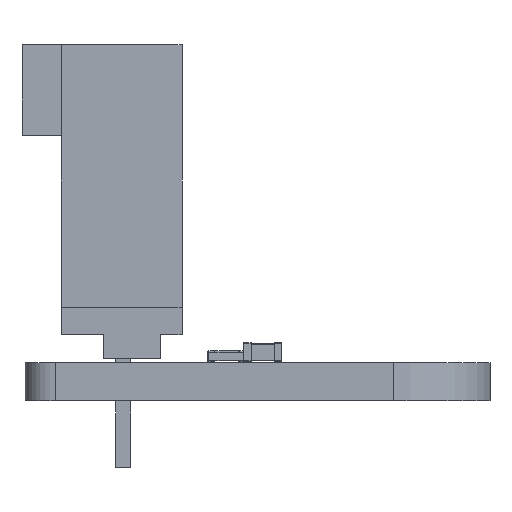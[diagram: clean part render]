
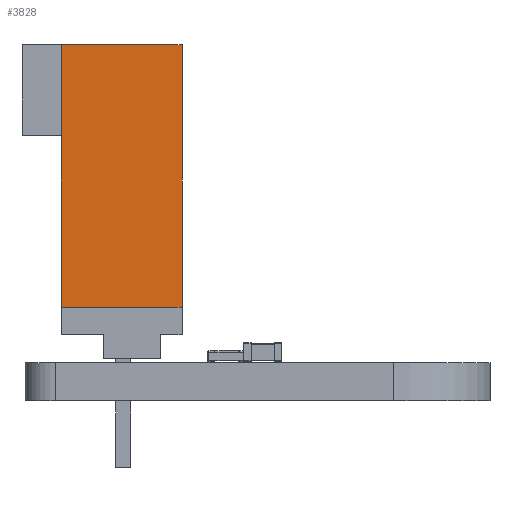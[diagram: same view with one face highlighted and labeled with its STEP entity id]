
A CAD part, front view. The second image highlights one B-rep face of the part: STEP entity #3828.
In plain terms, the highlighted face is planar.
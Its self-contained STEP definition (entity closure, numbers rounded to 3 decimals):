
#3117 = PLANE('',#3118);
#3118 = AXIS2_PLACEMENT_3D('',#3119,#3120,#3121);
#3119 = CARTESIAN_POINT('',(254.,0.,6.731));
#3120 = DIRECTION('',(0.,1.,0.));
#3121 = DIRECTION('',(0.,0.,1.));
#3157 = PLANE('',#3158);
#3158 = AXIS2_PLACEMENT_3D('',#3159,#3160,#3161);
#3159 = CARTESIAN_POINT('',(254.,12.192,5.08));
#3160 = DIRECTION('',(0.,0.,-1.));
#3161 = DIRECTION('',(0.,1.,0.));
#3198 = VERTEX_POINT('',#3199);
#3199 = CARTESIAN_POINT('',(0.,0.,0.));
#3213 = PLANE('',#3214);
#3214 = AXIS2_PLACEMENT_3D('',#3215,#3216,#3217);
#3215 = CARTESIAN_POINT('',(254.,0.,0.));
#3216 = DIRECTION('',(0.,0.,1.));
#3217 = DIRECTION('',(1.,0.,0.));
#3225 = EDGE_CURVE('',#3226,#3198,#3228,.T.);
#3226 = VERTEX_POINT('',#3227);
#3227 = CARTESIAN_POINT('',(0.,0.,5.08));
#3228 = SURFACE_CURVE('',#3229,(#3233,#3240),.PCURVE_S1.);
#3229 = LINE('',#3230,#3231);
#3230 = CARTESIAN_POINT('',(0.,0.,6.731));
#3231 = VECTOR('',#3232,1.);
#3232 = DIRECTION('',(0.,0.,-1.));
#3233 = PCURVE('',#3117,#3234);
#3234 = DEFINITIONAL_REPRESENTATION('',(#3235),#3239);
#3235 = LINE('',#3236,#3237);
#3236 = CARTESIAN_POINT('',(0.,-254.));
#3237 = VECTOR('',#3238,1.);
#3238 = DIRECTION('',(-1.,0.));
#3239 = ( GEOMETRIC_REPRESENTATION_CONTEXT(2) 
PARAMETRIC_REPRESENTATION_CONTEXT() REPRESENTATION_CONTEXT('2D SPACE',''
  ) );
#3240 = PCURVE('',#3241,#3246);
#3241 = PLANE('',#3242);
#3242 = AXIS2_PLACEMENT_3D('',#3243,#3244,#3245);
#3243 = CARTESIAN_POINT('',(0.,0.,0.));
#3244 = DIRECTION('',(1.,0.,0.));
#3245 = DIRECTION('',(0.,0.,-1.));
#3246 = DEFINITIONAL_REPRESENTATION('',(#3247),#3251);
#3247 = LINE('',#3248,#3249);
#3248 = CARTESIAN_POINT('',(-6.731,0.));
#3249 = VECTOR('',#3250,1.);
#3250 = DIRECTION('',(1.,0.));
#3251 = ( GEOMETRIC_REPRESENTATION_CONTEXT(2) 
PARAMETRIC_REPRESENTATION_CONTEXT() REPRESENTATION_CONTEXT('2D SPACE',''
  ) );
#3781 = VERTEX_POINT('',#3782);
#3782 = CARTESIAN_POINT('',(0.,11.049,0.));
#3796 = PLANE('',#3797);
#3797 = AXIS2_PLACEMENT_3D('',#3798,#3799,#3800);
#3798 = CARTESIAN_POINT('',(0.,11.049,127.));
#3799 = DIRECTION('',(0.,1.,0.));
#3800 = DIRECTION('',(0.,0.,1.));
#3808 = EDGE_CURVE('',#3198,#3781,#3809,.T.);
#3809 = SURFACE_CURVE('',#3810,(#3814,#3821),.PCURVE_S1.);
#3810 = LINE('',#3811,#3812);
#3811 = CARTESIAN_POINT('',(0.,0.,0.));
#3812 = VECTOR('',#3813,1.);
#3813 = DIRECTION('',(0.,1.,0.));
#3814 = PCURVE('',#3213,#3815);
#3815 = DEFINITIONAL_REPRESENTATION('',(#3816),#3820);
#3816 = LINE('',#3817,#3818);
#3817 = CARTESIAN_POINT('',(-254.,0.));
#3818 = VECTOR('',#3819,1.);
#3819 = DIRECTION('',(0.,1.));
#3820 = ( GEOMETRIC_REPRESENTATION_CONTEXT(2) 
PARAMETRIC_REPRESENTATION_CONTEXT() REPRESENTATION_CONTEXT('2D SPACE',''
  ) );
#3821 = PCURVE('',#3241,#3822);
#3822 = DEFINITIONAL_REPRESENTATION('',(#3823),#3827);
#3823 = LINE('',#3824,#3825);
#3824 = CARTESIAN_POINT('',(0.,0.));
#3825 = VECTOR('',#3826,1.);
#3826 = DIRECTION('',(0.,1.));
#3827 = ( GEOMETRIC_REPRESENTATION_CONTEXT(2) 
PARAMETRIC_REPRESENTATION_CONTEXT() REPRESENTATION_CONTEXT('2D SPACE',''
  ) );
#3828 = ADVANCED_FACE('',(#3829),#3241,.F.);
#3829 = FACE_BOUND('',#3830,.F.);
#3830 = EDGE_LOOP('',(#3831,#3832,#3833,#3856));
#3831 = ORIENTED_EDGE('',*,*,#3225,.T.);
#3832 = ORIENTED_EDGE('',*,*,#3808,.T.);
#3833 = ORIENTED_EDGE('',*,*,#3834,.F.);
#3834 = EDGE_CURVE('',#3835,#3781,#3837,.T.);
#3835 = VERTEX_POINT('',#3836);
#3836 = CARTESIAN_POINT('',(0.,11.049,5.08));
#3837 = SURFACE_CURVE('',#3838,(#3842,#3849),.PCURVE_S1.);
#3838 = LINE('',#3839,#3840);
#3839 = CARTESIAN_POINT('',(0.,11.049,127.));
#3840 = VECTOR('',#3841,1.);
#3841 = DIRECTION('',(0.,0.,-1.));
#3842 = PCURVE('',#3241,#3843);
#3843 = DEFINITIONAL_REPRESENTATION('',(#3844),#3848);
#3844 = LINE('',#3845,#3846);
#3845 = CARTESIAN_POINT('',(-127.,11.049));
#3846 = VECTOR('',#3847,1.);
#3847 = DIRECTION('',(1.,0.));
#3848 = ( GEOMETRIC_REPRESENTATION_CONTEXT(2) 
PARAMETRIC_REPRESENTATION_CONTEXT() REPRESENTATION_CONTEXT('2D SPACE',''
  ) );
#3849 = PCURVE('',#3796,#3850);
#3850 = DEFINITIONAL_REPRESENTATION('',(#3851),#3855);
#3851 = LINE('',#3852,#3853);
#3852 = CARTESIAN_POINT('',(0.,0.));
#3853 = VECTOR('',#3854,1.);
#3854 = DIRECTION('',(-1.,0.));
#3855 = ( GEOMETRIC_REPRESENTATION_CONTEXT(2) 
PARAMETRIC_REPRESENTATION_CONTEXT() REPRESENTATION_CONTEXT('2D SPACE',''
  ) );
#3856 = ORIENTED_EDGE('',*,*,#3857,.T.);
#3857 = EDGE_CURVE('',#3835,#3226,#3858,.T.);
#3858 = SURFACE_CURVE('',#3859,(#3863,#3870),.PCURVE_S1.);
#3859 = LINE('',#3860,#3861);
#3860 = CARTESIAN_POINT('',(0.,12.192,5.08));
#3861 = VECTOR('',#3862,1.);
#3862 = DIRECTION('',(0.,-1.,0.));
#3863 = PCURVE('',#3241,#3864);
#3864 = DEFINITIONAL_REPRESENTATION('',(#3865),#3869);
#3865 = LINE('',#3866,#3867);
#3866 = CARTESIAN_POINT('',(-5.08,12.192));
#3867 = VECTOR('',#3868,1.);
#3868 = DIRECTION('',(0.,-1.));
#3869 = ( GEOMETRIC_REPRESENTATION_CONTEXT(2) 
PARAMETRIC_REPRESENTATION_CONTEXT() REPRESENTATION_CONTEXT('2D SPACE',''
  ) );
#3870 = PCURVE('',#3157,#3871);
#3871 = DEFINITIONAL_REPRESENTATION('',(#3872),#3876);
#3872 = LINE('',#3873,#3874);
#3873 = CARTESIAN_POINT('',(0.,-254.));
#3874 = VECTOR('',#3875,1.);
#3875 = DIRECTION('',(-1.,0.));
#3876 = ( GEOMETRIC_REPRESENTATION_CONTEXT(2) 
PARAMETRIC_REPRESENTATION_CONTEXT() REPRESENTATION_CONTEXT('2D SPACE',''
  ) );
